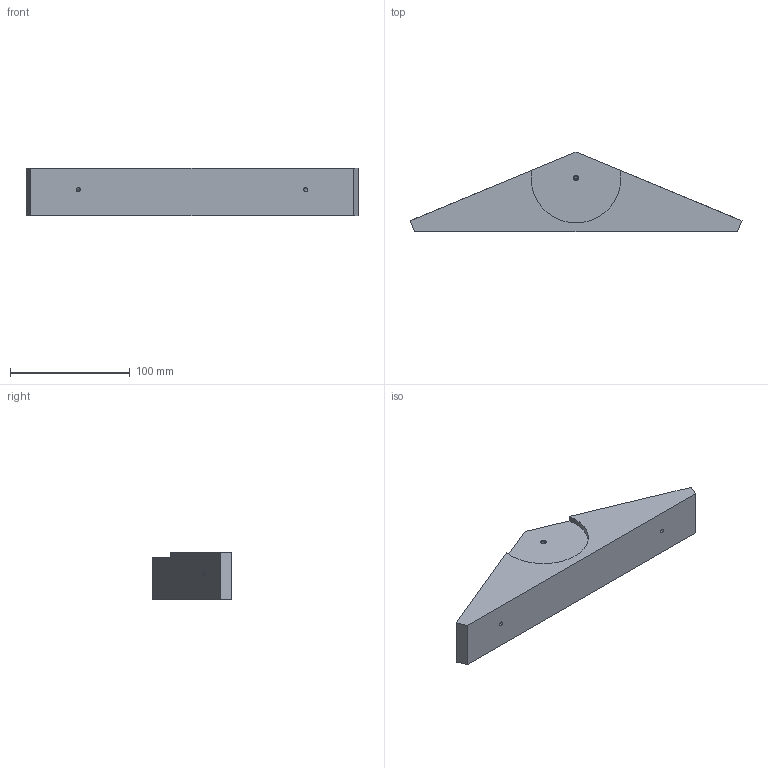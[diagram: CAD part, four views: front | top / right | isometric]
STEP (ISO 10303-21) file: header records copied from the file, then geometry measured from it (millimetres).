
FILE_DESCRIPTION((''),'2;1');
FILE_NAME('OPTO_LOWER_BEND_JIG_BASE','2006-07-31T',('ericcan'),('Lawrence Berkeley National Lab'),'PRO/ENGINEER BY PARAMETRIC TECHNOLOGY CORPORATION, 2004280','PRO/ENGINEER BY PARAMETRIC TECHNOLOGY CORPORATION, 2004280','');
FILE_SCHEMA(('CONFIG_CONTROL_DESIGN'));
Length unit declared in the file: millimetre
Products named in the file (1): OPTO_LOWER_BEND_JIG_BASE
Bounding box: 277.16 x 66.64 x 40 mm (x, y, z)
Volume: 403940.6 mm3; surface area: 45961.6 mm2
Topology: 1 solids, 4 shells, 32 faces, 79 edges, 51 vertices
Faces by surface type: cylinder 13, plane 11, cone 8
Entity records: 1013 total; most frequent: CARTESIAN_POINT 189, DIRECTION 173, ORIENTED_EDGE 142, EDGE_CURVE 77, AXIS2_PLACEMENT_3D 67, VERTEX_POINT 51, EDGE_LOOP 40, VECTOR 39
